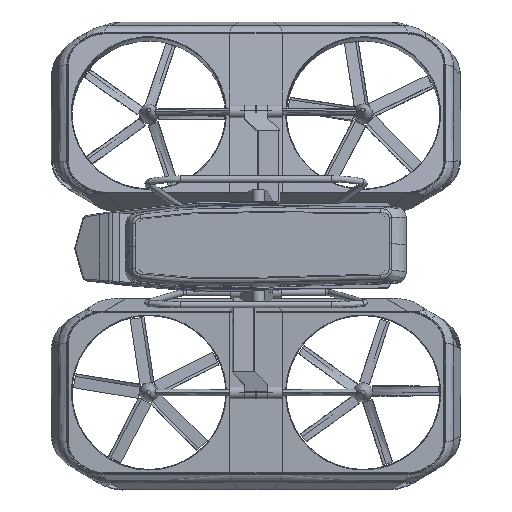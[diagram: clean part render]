
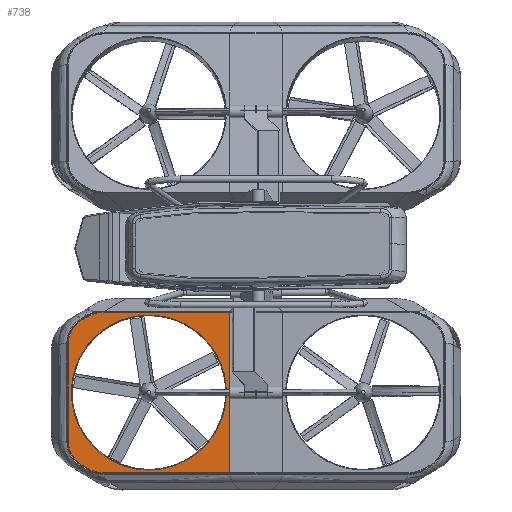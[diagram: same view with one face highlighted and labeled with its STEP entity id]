
A CAD part, front view. The second image highlights one B-rep face of the part: STEP entity #738.
In plain terms, the highlighted free-form (B-spline) face has degree [1, 1] with [2, 2] control points.
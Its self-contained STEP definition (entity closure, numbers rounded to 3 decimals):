
#674 = EDGE_CURVE('',#675,#675,#677,.T.);
#675 = VERTEX_POINT('',#676);
#676 = CARTESIAN_POINT('',(0.,0.,
    -620.57));
#677 = ( BOUNDED_CURVE() B_SPLINE_CURVE(2,(#678,#679,#680,#681,#682,#683
,#684),.UNSPECIFIED.,.T.,.F.) B_SPLINE_CURVE_WITH_KNOTS((3,2,2,3),(
    4.712,6.807,8.901,10.996),
.PIECEWISE_BEZIER_KNOTS.) CURVE() GEOMETRIC_REPRESENTATION_ITEM() 
RATIONAL_B_SPLINE_CURVE((1.,0.5,1.,0.5,1.,0.5,1.)) REPRESENTATION_ITEM(
  '') );
#678 = CARTESIAN_POINT('',(0.,0.,
    -620.57));
#679 = CARTESIAN_POINT('',(1074.858,0.,
    -620.57));
#680 = CARTESIAN_POINT('',(537.429,0.,
    310.285));
#681 = CARTESIAN_POINT('',(0.,0.,
    1241.139));
#682 = CARTESIAN_POINT('',(-537.429,0.,
    310.285));
#683 = CARTESIAN_POINT('',(-1074.858,0.,
    -620.57));
#684 = CARTESIAN_POINT('',(0.,0.,
    -620.57));
#738 = ADVANCED_FACE('',(#739,#815),#818,.T.);
#739 = FACE_BOUND('',#740,.T.);
#740 = EDGE_LOOP('',(#741,#750,#757,#764,#772,#779,#787,#794,#802,#809)
  );
#741 = ORIENTED_EDGE('',*,*,#742,.F.);
#742 = EDGE_CURVE('',#743,#745,#747,.T.);
#743 = VERTEX_POINT('',#744);
#744 = CARTESIAN_POINT('',(646.612,0.,
    -643.079));
#745 = VERTEX_POINT('',#746);
#746 = CARTESIAN_POINT('',(-357.7,0.,
    -643.079));
#747 = B_SPLINE_CURVE_WITH_KNOTS('',1,(#748,#749),.UNSPECIFIED.,.F.,.F.,
  (2,2),(-1015.809,-20.51),.PIECEWISE_BEZIER_KNOTS.);
#748 = CARTESIAN_POINT('',(646.612,0.,
    -643.079));
#749 = CARTESIAN_POINT('',(-357.7,0.,
    -643.079));
#750 = ORIENTED_EDGE('',*,*,#751,.F.);
#751 = EDGE_CURVE('',#752,#743,#754,.T.);
#752 = VERTEX_POINT('',#753);
#753 = CARTESIAN_POINT('',(646.612,0.,
    643.079));
#754 = B_SPLINE_CURVE_WITH_KNOTS('',1,(#755,#756),.UNSPECIFIED.,.F.,.F.,
  (2,2),(-637.308,637.308),.PIECEWISE_BEZIER_KNOTS.);
#755 = CARTESIAN_POINT('',(646.612,0.,
    643.079));
#756 = CARTESIAN_POINT('',(646.612,0.,
    -643.079));
#757 = ORIENTED_EDGE('',*,*,#758,.F.);
#758 = EDGE_CURVE('',#759,#752,#761,.T.);
#759 = VERTEX_POINT('',#760);
#760 = CARTESIAN_POINT('',(-357.7,0.,
    643.079));
#761 = B_SPLINE_CURVE_WITH_KNOTS('',1,(#762,#763),.UNSPECIFIED.,.F.,.F.,
  (2,2),(20.51,1015.809),.PIECEWISE_BEZIER_KNOTS.);
#762 = CARTESIAN_POINT('',(-357.7,0.,
    643.079));
#763 = CARTESIAN_POINT('',(646.612,0.,
    643.079));
#764 = ORIENTED_EDGE('',*,*,#765,.F.);
#765 = EDGE_CURVE('',#766,#759,#768,.T.);
#766 = VERTEX_POINT('',#767);
#767 = CARTESIAN_POINT('',(-499.76,0.,
    602.411));
#768 = ( BOUNDED_CURVE() B_SPLINE_CURVE(2,(#769,#770,#771),
.UNSPECIFIED.,.F.,.F.) B_SPLINE_CURVE_WITH_KNOTS((3,3),(4.712,
5.346),.PIECEWISE_BEZIER_KNOTS.) CURVE() 
GEOMETRIC_REPRESENTATION_ITEM() RATIONAL_B_SPLINE_CURVE((1.,
0.95,1.)) REPRESENTATION_ITEM('') );
#769 = CARTESIAN_POINT('',(-499.76,0.,
    602.411));
#770 = CARTESIAN_POINT('',(-431.979,0.,
    643.079));
#771 = CARTESIAN_POINT('',(-357.7,0.,
    643.079));
#772 = ORIENTED_EDGE('',*,*,#773,.F.);
#773 = EDGE_CURVE('',#774,#766,#776,.T.);
#774 = VERTEX_POINT('',#775);
#775 = CARTESIAN_POINT('',(-534.921,0.,
    581.314));
#776 = B_SPLINE_CURVE_WITH_KNOTS('',1,(#777,#778),.UNSPECIFIED.,.F.,.F.,
  (2,2),(369.184,409.82),.PIECEWISE_BEZIER_KNOTS.);
#777 = CARTESIAN_POINT('',(-534.921,0.,
    581.314));
#778 = CARTESIAN_POINT('',(-499.76,0.,
    602.411));
#779 = ORIENTED_EDGE('',*,*,#780,.F.);
#780 = EDGE_CURVE('',#781,#774,#783,.T.);
#781 = VERTEX_POINT('',#782);
#782 = CARTESIAN_POINT('',(-643.079,0.,
    397.892));
#783 = ( BOUNDED_CURVE() B_SPLINE_CURVE(2,(#784,#785,#786),
.UNSPECIFIED.,.F.,.F.) B_SPLINE_CURVE_WITH_KNOTS((3,3),(0.505,
1.571),.PIECEWISE_BEZIER_KNOTS.) CURVE() 
GEOMETRIC_REPRESENTATION_ITEM() RATIONAL_B_SPLINE_CURVE((1.,
0.861,1.)) REPRESENTATION_ITEM('') );
#784 = CARTESIAN_POINT('',(-643.079,0.,
    397.892));
#785 = CARTESIAN_POINT('',(-643.079,0.,
    516.419));
#786 = CARTESIAN_POINT('',(-534.921,0.,
    581.314));
#787 = ORIENTED_EDGE('',*,*,#788,.F.);
#788 = EDGE_CURVE('',#789,#781,#791,.T.);
#789 = VERTEX_POINT('',#790);
#790 = CARTESIAN_POINT('',(-643.079,0.,
    -397.892));
#791 = B_SPLINE_CURVE_WITH_KNOTS('',1,(#792,#793),.UNSPECIFIED.,.F.,.F.,
  (2,2),(-394.321,394.321),.PIECEWISE_BEZIER_KNOTS.);
#792 = CARTESIAN_POINT('',(-643.079,0.,
    -397.892));
#793 = CARTESIAN_POINT('',(-643.079,0.,
    397.892));
#794 = ORIENTED_EDGE('',*,*,#795,.F.);
#795 = EDGE_CURVE('',#796,#789,#798,.T.);
#796 = VERTEX_POINT('',#797);
#797 = CARTESIAN_POINT('',(-534.921,0.,
    -581.314));
#798 = ( BOUNDED_CURVE() B_SPLINE_CURVE(2,(#799,#800,#801),
.UNSPECIFIED.,.F.,.F.) B_SPLINE_CURVE_WITH_KNOTS((3,3),(4.712,
5.779),.PIECEWISE_BEZIER_KNOTS.) CURVE() 
GEOMETRIC_REPRESENTATION_ITEM() RATIONAL_B_SPLINE_CURVE((1.,
0.861,1.)) REPRESENTATION_ITEM('') );
#799 = CARTESIAN_POINT('',(-534.921,0.,
    -581.314));
#800 = CARTESIAN_POINT('',(-643.079,0.,
    -516.419));
#801 = CARTESIAN_POINT('',(-643.079,0.,
    -397.892));
#802 = ORIENTED_EDGE('',*,*,#803,.F.);
#803 = EDGE_CURVE('',#804,#796,#806,.T.);
#804 = VERTEX_POINT('',#805);
#805 = CARTESIAN_POINT('',(-499.76,0.,
    -602.411));
#806 = B_SPLINE_CURVE_WITH_KNOTS('',1,(#807,#808),.UNSPECIFIED.,.F.,.F.,
  (2,2),(-118.272,-77.636),.PIECEWISE_BEZIER_KNOTS.);
#807 = CARTESIAN_POINT('',(-499.76,0.,
    -602.411));
#808 = CARTESIAN_POINT('',(-534.921,0.,
    -581.314));
#809 = ORIENTED_EDGE('',*,*,#810,.F.);
#810 = EDGE_CURVE('',#745,#804,#811,.T.);
#811 = ( BOUNDED_CURVE() B_SPLINE_CURVE(2,(#812,#813,#814),
.UNSPECIFIED.,.F.,.F.) B_SPLINE_CURVE_WITH_KNOTS((3,3),(0.937,
1.571),.PIECEWISE_BEZIER_KNOTS.) CURVE() 
GEOMETRIC_REPRESENTATION_ITEM() RATIONAL_B_SPLINE_CURVE((1.,
0.95,1.)) REPRESENTATION_ITEM('') );
#812 = CARTESIAN_POINT('',(-357.7,0.,
    -643.079));
#813 = CARTESIAN_POINT('',(-431.979,0.,
    -643.079));
#814 = CARTESIAN_POINT('',(-499.76,0.,
    -602.411));
#815 = FACE_BOUND('',#816,.T.);
#816 = EDGE_LOOP('',(#817));
#817 = ORIENTED_EDGE('',*,*,#674,.F.);
#818 = B_SPLINE_SURFACE_WITH_KNOTS('',1,1,(
    (#819,#820)
    ,(#821,#822)),.UNSPECIFIED.,.F.,.F.,.F.,(2,2),(2,2),(112.692,
    1390.809),(-637.308,637.308),
  .PIECEWISE_BEZIER_KNOTS.);
#819 = CARTESIAN_POINT('',(-643.079,0.,
    -643.079));
#820 = CARTESIAN_POINT('',(-643.079,0.,
    643.079));
#821 = CARTESIAN_POINT('',(646.612,0.,
    -643.079));
#822 = CARTESIAN_POINT('',(646.612,0.,
    643.079));
